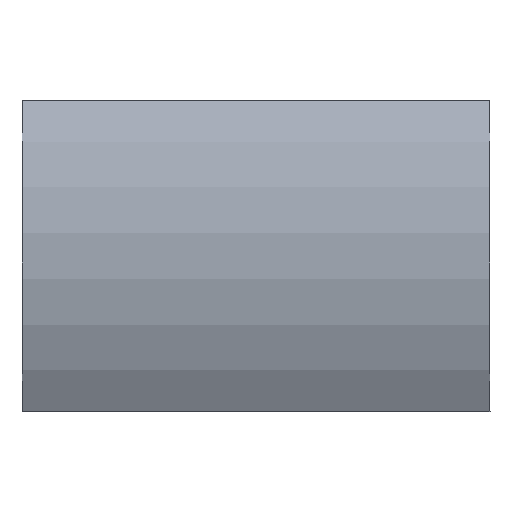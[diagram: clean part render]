
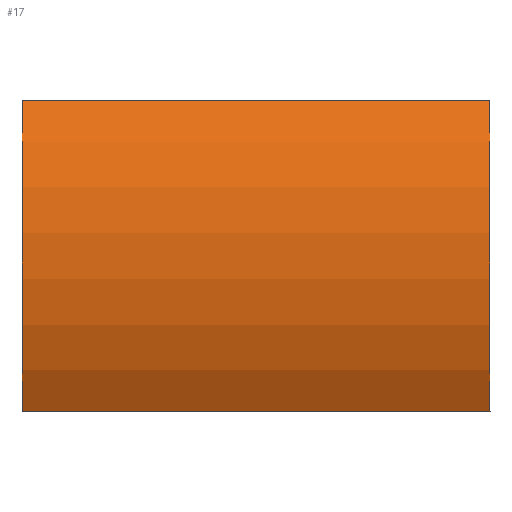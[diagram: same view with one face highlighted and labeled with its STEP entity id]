
A CAD part, top view. The second image highlights one B-rep face of the part: STEP entity #17.
In plain terms, the highlighted cylindrical face has radius 9.991 mm (diameter 19.982 mm), a partial arc.
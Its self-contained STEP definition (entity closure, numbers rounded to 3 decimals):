
#17 = ADVANCED_FACE('',(#18),#32,.T.);
#18 = FACE_BOUND('',#19,.T.);
#19 = EDGE_LOOP('',(#20,#65,#104,#142));
#20 = ORIENTED_EDGE('',*,*,#21,.F.);
#21 = EDGE_CURVE('',#22,#24,#26,.T.);
#22 = VERTEX_POINT('',#23);
#23 = CARTESIAN_POINT('',(-7.5,4.991,
    0.));
#24 = VERTEX_POINT('',#25);
#25 = CARTESIAN_POINT('',(7.5,4.991,
    0.));
#26 = SURFACE_CURVE('',#27,(#31),.PCURVE_S1.);
#27 = LINE('',#28,#29);
#28 = CARTESIAN_POINT('',(-7.5,4.991,
    0.));
#29 = VECTOR('',#30,1.);
#30 = DIRECTION('',(1.,0.,0.));
#31 = PCURVE('',#32,#37);
#32 = CYLINDRICAL_SURFACE('',#33,9.991);
#33 = AXIS2_PLACEMENT_3D('',#34,#35,#36);
#34 = CARTESIAN_POINT('',(0.,0.,
    -8.655));
#35 = DIRECTION('',(-1.,0.,0.));
#36 = DIRECTION('',(0.,-0.5,0.866));
#37 = DEFINITIONAL_REPRESENTATION('',(#38),#64);
#38 = B_SPLINE_CURVE_WITH_KNOTS('',3,(#39,#40,#41,#42,#43,#44,#45,#46,
    #47,#48,#49,#50,#51,#52,#53,#54,#55,#56,#57,#58,#59,#60,#61,#62,#63)
  ,.UNSPECIFIED.,.F.,.F.,(4,1,1,1,1,1,1,1,1,1,1,1,1,1,1,1,1,1,1,1,1,1,4)
  ,(-0.,0.682,1.364,2.045,2.727,
    3.409,4.091,4.773,5.455,
    6.136,6.818,7.5,8.182,
    8.864,9.545,10.227,10.909,
    11.591,12.273,12.955,13.636,
    14.318,15.),.QUASI_UNIFORM_KNOTS.);
#39 = CARTESIAN_POINT('',(1.046,7.5));
#40 = CARTESIAN_POINT('',(1.046,7.273));
#41 = CARTESIAN_POINT('',(1.046,6.818));
#42 = CARTESIAN_POINT('',(1.046,6.136));
#43 = CARTESIAN_POINT('',(1.046,5.455));
#44 = CARTESIAN_POINT('',(1.046,4.773));
#45 = CARTESIAN_POINT('',(1.046,4.091));
#46 = CARTESIAN_POINT('',(1.046,3.409));
#47 = CARTESIAN_POINT('',(1.046,2.727));
#48 = CARTESIAN_POINT('',(1.046,2.045));
#49 = CARTESIAN_POINT('',(1.046,1.364));
#50 = CARTESIAN_POINT('',(1.046,0.682));
#51 = CARTESIAN_POINT('',(1.046,0.));
#52 = CARTESIAN_POINT('',(1.046,-0.682));
#53 = CARTESIAN_POINT('',(1.046,-1.364));
#54 = CARTESIAN_POINT('',(1.046,-2.045));
#55 = CARTESIAN_POINT('',(1.046,-2.727));
#56 = CARTESIAN_POINT('',(1.046,-3.409));
#57 = CARTESIAN_POINT('',(1.046,-4.091));
#58 = CARTESIAN_POINT('',(1.046,-4.773));
#59 = CARTESIAN_POINT('',(1.046,-5.455));
#60 = CARTESIAN_POINT('',(1.046,-6.136));
#61 = CARTESIAN_POINT('',(1.046,-6.818));
#62 = CARTESIAN_POINT('',(1.046,-7.273));
#63 = CARTESIAN_POINT('',(1.046,-7.5));
#64 = ( GEOMETRIC_REPRESENTATION_CONTEXT(2) 
PARAMETRIC_REPRESENTATION_CONTEXT() REPRESENTATION_CONTEXT('2D SPACE',''
  ) );
#65 = ORIENTED_EDGE('',*,*,#66,.F.);
#66 = EDGE_CURVE('',#67,#22,#69,.T.);
#67 = VERTEX_POINT('',#68);
#68 = CARTESIAN_POINT('',(-7.5,-4.991,
    0.));
#69 = SURFACE_CURVE('',#70,(#75),.PCURVE_S1.);
#70 = CIRCLE('',#71,9.991);
#71 = AXIS2_PLACEMENT_3D('',#72,#73,#74);
#72 = CARTESIAN_POINT('',(-7.5,0.,
    -8.655));
#73 = DIRECTION('',(-1.,0.,0.));
#74 = DIRECTION('',(0.,-0.5,0.866));
#75 = PCURVE('',#32,#76);
#76 = DEFINITIONAL_REPRESENTATION('',(#77),#103);
#77 = B_SPLINE_CURVE_WITH_KNOTS('',3,(#78,#79,#80,#81,#82,#83,#84,#85,
    #86,#87,#88,#89,#90,#91,#92,#93,#94,#95,#96,#97,#98,#99,#100,#101,
    #102),.UNSPECIFIED.,.F.,.F.,(4,1,1,1,1,1,1,1,1,1,1,1,1,1,1,1,1,1,1,1
    ,1,1,4),(0.,0.048,0.095,0.143,
    0.19,0.238,0.285,0.333,
    0.38,0.428,0.476,0.523,
    0.571,0.618,0.666,0.713,
    0.761,0.808,0.856,0.903,
    0.951,0.999,1.046),
  .QUASI_UNIFORM_KNOTS.);
#78 = CARTESIAN_POINT('',(0.,7.5));
#79 = CARTESIAN_POINT('',(0.016,7.5));
#80 = CARTESIAN_POINT('',(0.048,7.5));
#81 = CARTESIAN_POINT('',(0.095,7.5));
#82 = CARTESIAN_POINT('',(0.143,7.5));
#83 = CARTESIAN_POINT('',(0.19,7.5));
#84 = CARTESIAN_POINT('',(0.238,7.5));
#85 = CARTESIAN_POINT('',(0.285,7.5));
#86 = CARTESIAN_POINT('',(0.333,7.5));
#87 = CARTESIAN_POINT('',(0.38,7.5));
#88 = CARTESIAN_POINT('',(0.428,7.5));
#89 = CARTESIAN_POINT('',(0.476,7.5));
#90 = CARTESIAN_POINT('',(0.523,7.5));
#91 = CARTESIAN_POINT('',(0.571,7.5));
#92 = CARTESIAN_POINT('',(0.618,7.5));
#93 = CARTESIAN_POINT('',(0.666,7.5));
#94 = CARTESIAN_POINT('',(0.713,7.5));
#95 = CARTESIAN_POINT('',(0.761,7.5));
#96 = CARTESIAN_POINT('',(0.808,7.5));
#97 = CARTESIAN_POINT('',(0.856,7.5));
#98 = CARTESIAN_POINT('',(0.903,7.5));
#99 = CARTESIAN_POINT('',(0.951,7.5));
#100 = CARTESIAN_POINT('',(0.999,7.5));
#101 = CARTESIAN_POINT('',(1.03,7.5));
#102 = CARTESIAN_POINT('',(1.046,7.5));
#103 = ( GEOMETRIC_REPRESENTATION_CONTEXT(2) 
PARAMETRIC_REPRESENTATION_CONTEXT() REPRESENTATION_CONTEXT('2D SPACE',''
  ) );
#104 = ORIENTED_EDGE('',*,*,#105,.F.);
#105 = EDGE_CURVE('',#106,#67,#108,.T.);
#106 = VERTEX_POINT('',#107);
#107 = CARTESIAN_POINT('',(7.5,-4.991,
    0.));
#108 = SURFACE_CURVE('',#109,(#113),.PCURVE_S1.);
#109 = LINE('',#110,#111);
#110 = CARTESIAN_POINT('',(7.5,-4.991,
    0.));
#111 = VECTOR('',#112,1.);
#112 = DIRECTION('',(-1.,0.,0.));
#113 = PCURVE('',#32,#114);
#114 = DEFINITIONAL_REPRESENTATION('',(#115),#141);
#115 = B_SPLINE_CURVE_WITH_KNOTS('',3,(#116,#117,#118,#119,#120,#121,
    #122,#123,#124,#125,#126,#127,#128,#129,#130,#131,#132,#133,#134,
    #135,#136,#137,#138,#139,#140),.UNSPECIFIED.,.F.,.F.,(4,1,1,1,1,1,1,
    1,1,1,1,1,1,1,1,1,1,1,1,1,1,1,4),(0.,0.682,1.364,
    2.045,2.727,3.409,4.091,
    4.773,5.455,6.136,6.818,
    7.5,8.182,8.864,9.545,
    10.227,10.909,11.591,12.273,
    12.955,13.636,14.318,15.),
  .QUASI_UNIFORM_KNOTS.);
#116 = CARTESIAN_POINT('',(0.,-7.5));
#117 = CARTESIAN_POINT('',(0.,-7.273));
#118 = CARTESIAN_POINT('',(0.,-6.818));
#119 = CARTESIAN_POINT('',(0.,-6.136));
#120 = CARTESIAN_POINT('',(0.,-5.455));
#121 = CARTESIAN_POINT('',(0.,-4.773));
#122 = CARTESIAN_POINT('',(0.,-4.091));
#123 = CARTESIAN_POINT('',(0.,-3.409));
#124 = CARTESIAN_POINT('',(0.,-2.727));
#125 = CARTESIAN_POINT('',(0.,-2.045));
#126 = CARTESIAN_POINT('',(0.,-1.364));
#127 = CARTESIAN_POINT('',(0.,-0.682));
#128 = CARTESIAN_POINT('',(0.,0.));
#129 = CARTESIAN_POINT('',(0.,0.682));
#130 = CARTESIAN_POINT('',(0.,1.364));
#131 = CARTESIAN_POINT('',(0.,2.045));
#132 = CARTESIAN_POINT('',(0.,2.727));
#133 = CARTESIAN_POINT('',(0.,3.409));
#134 = CARTESIAN_POINT('',(0.,4.091));
#135 = CARTESIAN_POINT('',(0.,4.773));
#136 = CARTESIAN_POINT('',(0.,5.455));
#137 = CARTESIAN_POINT('',(0.,6.136));
#138 = CARTESIAN_POINT('',(0.,6.818));
#139 = CARTESIAN_POINT('',(0.,7.273));
#140 = CARTESIAN_POINT('',(0.,7.5));
#141 = ( GEOMETRIC_REPRESENTATION_CONTEXT(2) 
PARAMETRIC_REPRESENTATION_CONTEXT() REPRESENTATION_CONTEXT('2D SPACE',''
  ) );
#142 = ORIENTED_EDGE('',*,*,#143,.F.);
#143 = EDGE_CURVE('',#24,#106,#144,.T.);
#144 = SURFACE_CURVE('',#145,(#150),.PCURVE_S1.);
#145 = CIRCLE('',#146,9.991);
#146 = AXIS2_PLACEMENT_3D('',#147,#148,#149);
#147 = CARTESIAN_POINT('',(7.5,0.,
    -8.655));
#148 = DIRECTION('',(1.,0.,0.));
#149 = DIRECTION('',(0.,0.5,0.866)
  );
#150 = PCURVE('',#32,#151);
#151 = DEFINITIONAL_REPRESENTATION('',(#152),#178);
#152 = B_SPLINE_CURVE_WITH_KNOTS('',3,(#153,#154,#155,#156,#157,#158,
    #159,#160,#161,#162,#163,#164,#165,#166,#167,#168,#169,#170,#171,
    #172,#173,#174,#175,#176,#177),.UNSPECIFIED.,.F.,.F.,(4,1,1,1,1,1,1,
    1,1,1,1,1,1,1,1,1,1,1,1,1,1,1,4),(0.,0.048,
    0.095,0.143,0.19,0.238,
    0.285,0.333,0.38,0.428,
    0.476,0.523,0.571,0.618,
    0.666,0.713,0.761,0.808,
    0.856,0.903,0.951,0.999,
    1.046),.QUASI_UNIFORM_KNOTS.);
#153 = CARTESIAN_POINT('',(1.046,-7.5));
#154 = CARTESIAN_POINT('',(1.03,-7.5));
#155 = CARTESIAN_POINT('',(0.999,-7.5));
#156 = CARTESIAN_POINT('',(0.951,-7.5));
#157 = CARTESIAN_POINT('',(0.903,-7.5));
#158 = CARTESIAN_POINT('',(0.856,-7.5));
#159 = CARTESIAN_POINT('',(0.808,-7.5));
#160 = CARTESIAN_POINT('',(0.761,-7.5));
#161 = CARTESIAN_POINT('',(0.713,-7.5));
#162 = CARTESIAN_POINT('',(0.666,-7.5));
#163 = CARTESIAN_POINT('',(0.618,-7.5));
#164 = CARTESIAN_POINT('',(0.571,-7.5));
#165 = CARTESIAN_POINT('',(0.523,-7.5));
#166 = CARTESIAN_POINT('',(0.476,-7.5));
#167 = CARTESIAN_POINT('',(0.428,-7.5));
#168 = CARTESIAN_POINT('',(0.38,-7.5));
#169 = CARTESIAN_POINT('',(0.333,-7.5));
#170 = CARTESIAN_POINT('',(0.285,-7.5));
#171 = CARTESIAN_POINT('',(0.238,-7.5));
#172 = CARTESIAN_POINT('',(0.19,-7.5));
#173 = CARTESIAN_POINT('',(0.143,-7.5));
#174 = CARTESIAN_POINT('',(0.095,-7.5));
#175 = CARTESIAN_POINT('',(0.048,-7.5));
#176 = CARTESIAN_POINT('',(0.016,-7.5));
#177 = CARTESIAN_POINT('',(0.,-7.5));
#178 = ( GEOMETRIC_REPRESENTATION_CONTEXT(2) 
PARAMETRIC_REPRESENTATION_CONTEXT() REPRESENTATION_CONTEXT('2D SPACE',''
  ) );
